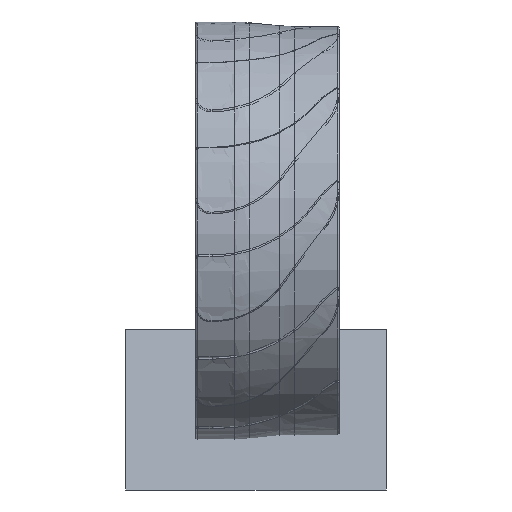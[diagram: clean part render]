
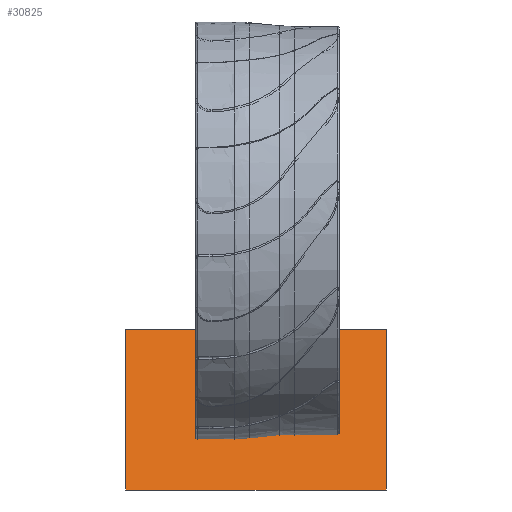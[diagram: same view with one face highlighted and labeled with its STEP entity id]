
A CAD part, left-side view. The second image highlights one B-rep face of the part: STEP entity #30825.
In plain terms, the highlighted planar face has unit normal (-0.966, 0, 0.259).
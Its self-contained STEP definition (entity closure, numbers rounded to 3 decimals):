
#335 = ORIENTED_EDGE ( 'NONE', *, *, #8574, .T. ) ;
#2129 = CARTESIAN_POINT ( 'NONE',  ( -17.025, 52.778, -63.537 ) ) ;
#2404 = CARTESIAN_POINT ( 'NONE',  ( -17.025, -121.51, -63.537 ) ) ;
#2493 = LINE ( 'NONE', #50013, #36100 ) ;
#2857 = CARTESIAN_POINT ( 'NONE',  ( -45.819, 52.778, -170.998 ) ) ;
#6136 = CARTESIAN_POINT ( 'NONE',  ( -17.025, -121.51, -63.537 ) ) ;
#6916 = CARTESIAN_POINT ( 'NONE',  ( 0., 0., 0. ) ) ;
#8574 = EDGE_CURVE ( 'NONE', #24288, #47337, #48018, .T. ) ;
#9771 = CARTESIAN_POINT ( 'NONE',  ( -45.819, 52.778, -170.998 ) ) ;
#10469 = DIRECTION ( 'NONE',  ( 0., 1., 0. ) ) ;
#10524 = ORIENTED_EDGE ( 'NONE', *, *, #30200, .T. ) ;
#12198 = DIRECTION ( 'NONE',  ( 0.259, 0., 0.966 ) ) ;
#17419 = EDGE_LOOP ( 'NONE', ( #57247, #17616, #335, #10524 ) ) ;
#17616 = ORIENTED_EDGE ( 'NONE', *, *, #27927, .T. ) ;
#17894 = EDGE_CURVE ( 'NONE', #55094, #30945, #38356, .T. ) ;
#17938 = VECTOR ( 'NONE', #46696, 1000. ) ;
#24288 = VERTEX_POINT ( 'NONE', #2129 ) ;
#25322 = PLANE ( 'NONE',  #40430 ) ;
#27927 = EDGE_CURVE ( 'NONE', #30945, #24288, #50863, .T. ) ;
#29930 = CARTESIAN_POINT ( 'NONE',  ( -45.819, -121.51, -170.998 ) ) ;
#30200 = EDGE_CURVE ( 'NONE', #47337, #55094, #2493, .T. ) ;
#30825 = ADVANCED_FACE ( 'NONE', ( #43733 ), #25322, .T. ) ;
#30945 = VERTEX_POINT ( 'NONE', #2404 ) ;
#32297 = DIRECTION ( 'NONE',  ( 0., -1., 0. ) ) ;
#36100 = VECTOR ( 'NONE', #32297, 1000. ) ;
#38181 = DIRECTION ( 'NONE',  ( -0.966, 0., 0.259 ) ) ;
#38356 = LINE ( 'NONE', #38485, #53661 ) ;
#38485 = CARTESIAN_POINT ( 'NONE',  ( -45.819, -121.51, -170.998 ) ) ;
#40430 = AXIS2_PLACEMENT_3D ( 'NONE', #6916, #38181, #12198 ) ;
#43733 = FACE_OUTER_BOUND ( 'NONE', #17419, .T. ) ;
#46696 = DIRECTION ( 'NONE',  ( -0.259, 0., -0.966 ) ) ;
#47337 = VERTEX_POINT ( 'NONE', #2857 ) ;
#48018 = LINE ( 'NONE', #9771, #17938 ) ;
#50013 = CARTESIAN_POINT ( 'NONE',  ( -45.819, -121.51, -170.998 ) ) ;
#50863 = LINE ( 'NONE', #6136, #57815 ) ;
#52337 = DIRECTION ( 'NONE',  ( 0.259, 0., 0.966 ) ) ;
#53661 = VECTOR ( 'NONE', #52337, 1000. ) ;
#55094 = VERTEX_POINT ( 'NONE', #29930 ) ;
#57247 = ORIENTED_EDGE ( 'NONE', *, *, #17894, .T. ) ;
#57815 = VECTOR ( 'NONE', #10469, 1000. ) ;
